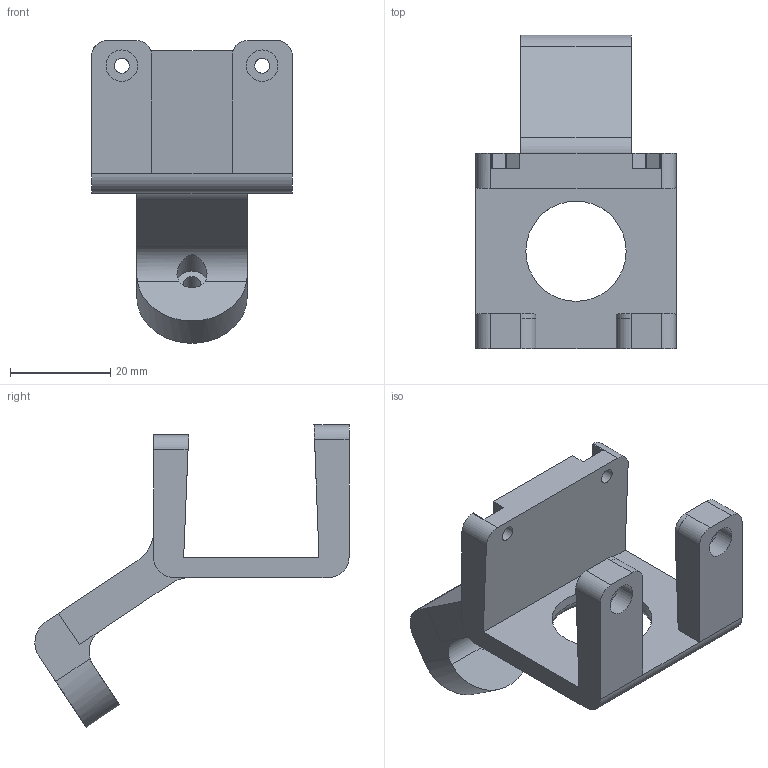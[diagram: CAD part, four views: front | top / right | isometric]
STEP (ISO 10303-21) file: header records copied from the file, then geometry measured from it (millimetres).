
FILE_DESCRIPTION(/* description */ ('','CAx-IF Rec.Pracs.---Representation and Presentation of Product Manufacturing Information (PMI)---4.0---2014-10-13'),/* implementation_level */ '2;1');
FILE_NAME(/* name */ 'webcam_mount_wrist v6.step',/* time_stamp */ '2025-03-08T11:22:28+01:00',/* author */ (''),/* organization */ (''),/* preprocessor_version */ 'ST-DEVELOPER v20',/* originating_system */ 'Autodesk Translation Framework v13.20.0.188',/* authorisation */ '');
FILE_SCHEMA (('AP242_MANAGED_MODEL_BASED_3D_ENGINEERING_MIM_LF { 1 0 10303 442 1 1 4 }'));
Length unit declared in the file: millimetre
Products named in the file (1): webcam_mount_wrist
Bounding box: 40 x 62.67 x 60.38 mm (x, y, z)
Volume: 21544.7 mm3; surface area: 10174.4 mm2
Topology: 1 solids, 1 shells, 71 faces, 197 edges, 130 vertices
Faces by surface type: plane 39, cylinder 31, torus 1
Full cylindrical faces by diameter (mm): 3 x4, 3.4 x1, 6 x1, 6.3 x2, 20 x1
Entity records: 2377 total; most frequent: CARTESIAN_POINT 436, DIRECTION 404, ORIENTED_EDGE 396, EDGE_CURVE 198, AXIS2_PLACEMENT_3D 138, VERTEX_POINT 130, LINE 128, VECTOR 128
